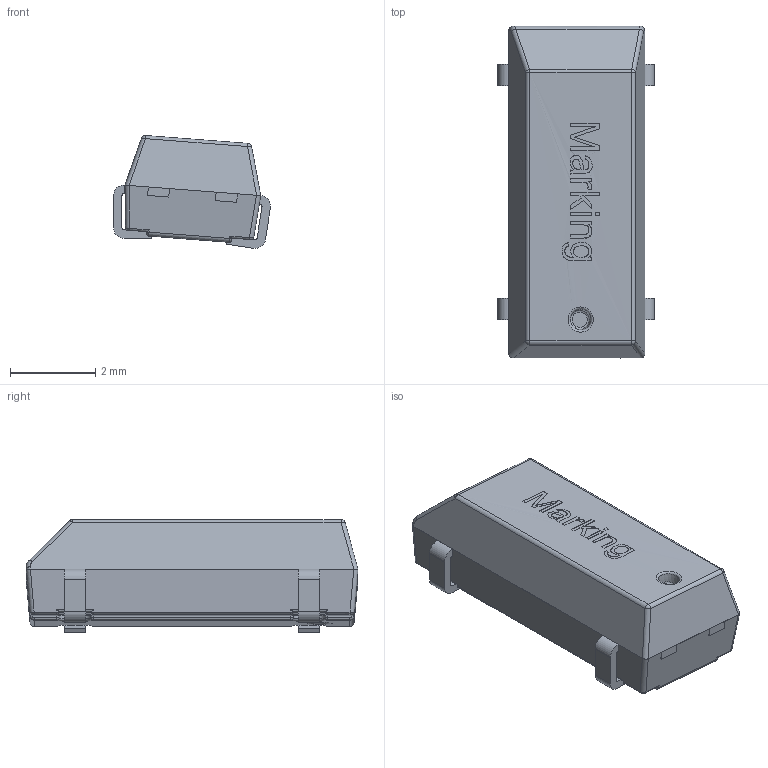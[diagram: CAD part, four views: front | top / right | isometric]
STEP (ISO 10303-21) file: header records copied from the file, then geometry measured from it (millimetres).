
FILE_DESCRIPTION(/* description */ ('Unknown'),/* implementation_level */ '2;1');
FILE_NAME(/* name */ 'Y_Wurth_WE-XTAL_Watch-85SMX',/* time_stamp */ '2025-09-04T11:11:05+08:00',/* author */ ('Unknown'),/* organization */ ('Unknown'),/* preprocessor_version */ 'ST-DEVELOPER v19.4',/* originating_system */ 'Solid Edge',/* authorisation */ 'Unknown');
FILE_SCHEMA (('AP203_CONFIGURATION_CONTROLLED_3D_DESIGN_OF_MECHANICAL_PARTS_AND_ASSEMBLIES_MIM_LF { 1 0 10303 203 3 1 4 }','AP242_MANAGED_MODEL_BASED_3D_ENGINEERING_MIM_LF { 1 0 10303 442 3 1 4 }','AUTOMOTIVE_DESIGN {1 0 10303 214 3 1 1}'));
Length unit declared in the file: millimetre
Products named in the file (2): Y_Wurth_WE-XTAL_Watch-85SMX
Assembly tree (1 placements, depth 2):
  Y_Wurth_WE-XTAL_Watch-85SMX
    Y_Wurth_WE-XTAL_Watch-85SMX
Bounding box: 3.69 x 7.8 x 2.65 mm (x, y, z)
Volume: 51.9 mm3; surface area: 180.5 mm2
Topology: 3 solids, 3 shells, 392 faces, 1001 edges, 599 vertices
Faces by surface type: plane 174, cylinder 127, torus 54, sphere 20, bspline 15, cone 2
Entity records: 11826 total; most frequent: CARTESIAN_POINT 2812, ORIENTED_EDGE 1928, DIRECTION 1768, EDGE_CURVE 964, AXIS2_PLACEMENT_3D 641, VERTEX_POINT 597, LINE 486, VECTOR 486
